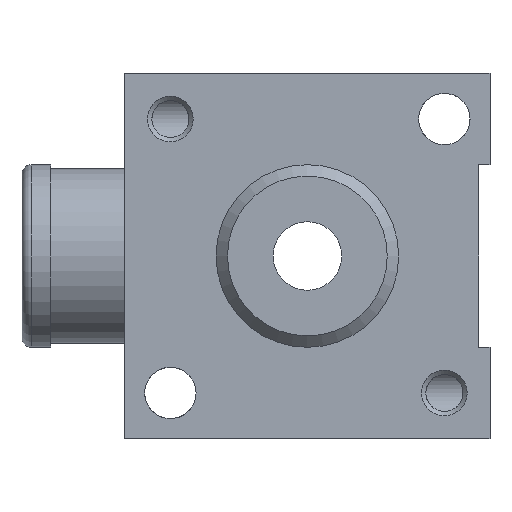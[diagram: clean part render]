
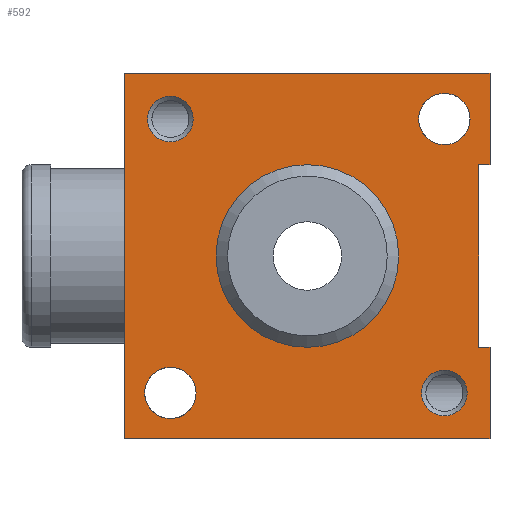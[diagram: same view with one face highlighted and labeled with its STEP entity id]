
A CAD part, left-side view. The second image highlights one B-rep face of the part: STEP entity #592.
In plain terms, the highlighted planar face has unit normal (-1, 0, 0).
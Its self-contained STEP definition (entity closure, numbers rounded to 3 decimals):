
#28=LINE('',#1044,#52);
#32=LINE('',#1053,#56);
#35=LINE('',#1061,#59);
#38=LINE('',#1067,#62);
#41=LINE('',#1073,#65);
#44=LINE('',#1079,#68);
#47=LINE('',#1087,#71);
#50=LINE('',#1093,#74);
#52=VECTOR('',#740,1000.);
#56=VECTOR('',#746,1000.);
#59=VECTOR('',#753,1000.);
#62=VECTOR('',#758,1000.);
#65=VECTOR('',#763,1000.);
#68=VECTOR('',#768,1000.);
#71=VECTOR('',#775,1000.);
#74=VECTOR('',#780,1000.);
#85=PLANE('',#660);
#161=ORIENTED_EDGE('',*,*,#271,.T.);
#162=ORIENTED_EDGE('',*,*,#272,.T.);
#163=ORIENTED_EDGE('',*,*,#273,.T.);
#164=ORIENTED_EDGE('',*,*,#274,.T.);
#165=ORIENTED_EDGE('',*,*,#275,.F.);
#166=ORIENTED_EDGE('',*,*,#242,.F.);
#167=ORIENTED_EDGE('',*,*,#266,.F.);
#168=ORIENTED_EDGE('',*,*,#263,.F.);
#169=ORIENTED_EDGE('',*,*,#259,.F.);
#170=ORIENTED_EDGE('',*,*,#256,.F.);
#171=ORIENTED_EDGE('',*,*,#253,.F.);
#172=ORIENTED_EDGE('',*,*,#250,.F.);
#173=ORIENTED_EDGE('',*,*,#246,.F.);
#242=EDGE_CURVE('',#306,#307,#28,.T.);
#246=EDGE_CURVE('',#307,#310,#32,.T.);
#250=EDGE_CURVE('',#310,#313,#35,.T.);
#253=EDGE_CURVE('',#313,#315,#38,.T.);
#256=EDGE_CURVE('',#315,#317,#41,.T.);
#259=EDGE_CURVE('',#317,#319,#44,.T.);
#263=EDGE_CURVE('',#319,#322,#47,.T.);
#266=EDGE_CURVE('',#322,#306,#50,.T.);
#271=EDGE_CURVE('',#327,#327,#361,.T.);
#272=EDGE_CURVE('',#328,#328,#362,.T.);
#273=EDGE_CURVE('',#329,#329,#363,.T.);
#274=EDGE_CURVE('',#330,#330,#364,.T.);
#275=EDGE_CURVE('',#331,#331,#365,.F.);
#306=VERTEX_POINT('',#1045);
#307=VERTEX_POINT('',#1046);
#310=VERTEX_POINT('',#1054);
#313=VERTEX_POINT('',#1062);
#315=VERTEX_POINT('',#1068);
#317=VERTEX_POINT('',#1074);
#319=VERTEX_POINT('',#1080);
#322=VERTEX_POINT('',#1088);
#327=VERTEX_POINT('',#1104);
#328=VERTEX_POINT('',#1106);
#329=VERTEX_POINT('',#1108);
#330=VERTEX_POINT('',#1110);
#331=VERTEX_POINT('',#1112);
#361=CIRCLE('',#661,2.);
#362=CIRCLE('',#662,2.);
#363=CIRCLE('',#663,2.25);
#364=CIRCLE('',#664,2.25);
#365=CIRCLE('',#665,8.);
#412=EDGE_LOOP('',(#161));
#413=EDGE_LOOP('',(#162));
#414=EDGE_LOOP('',(#163));
#415=EDGE_LOOP('',(#164));
#416=EDGE_LOOP('',(#165));
#417=EDGE_LOOP('',(#166,#167,#168,#169,#170,#171,#172,#173));
#502=FACE_BOUND('',#412,.T.);
#503=FACE_BOUND('',#413,.T.);
#504=FACE_BOUND('',#414,.T.);
#505=FACE_BOUND('',#415,.T.);
#506=FACE_BOUND('',#416,.T.);
#507=FACE_BOUND('',#417,.T.);
#592=ADVANCED_FACE('',(#502,#503,#504,#505,#506,#507),#85,.F.);
#660=AXIS2_PLACEMENT_3D('',#1102,#790,#791);
#661=AXIS2_PLACEMENT_3D('',#1103,#792,#793);
#662=AXIS2_PLACEMENT_3D('',#1105,#794,#795);
#663=AXIS2_PLACEMENT_3D('',#1107,#796,#797);
#664=AXIS2_PLACEMENT_3D('',#1109,#798,#799);
#665=AXIS2_PLACEMENT_3D('',#1111,#800,#801);
#740=DIRECTION('',(0.,0.,1.));
#746=DIRECTION('',(0.,-1.,0.));
#753=DIRECTION('',(0.,0.,-1.));
#758=DIRECTION('',(0.,1.,0.));
#763=DIRECTION('',(0.,0.,-1.));
#768=DIRECTION('',(0.,-1.,0.));
#775=DIRECTION('',(0.,0.,-1.));
#780=DIRECTION('',(0.,1.,0.));
#790=DIRECTION('',(1.,0.,0.));
#791=DIRECTION('',(0.,0.,-1.));
#792=DIRECTION('',(1.,0.,0.));
#793=DIRECTION('',(0.,0.,-1.));
#794=DIRECTION('',(1.,0.,0.));
#795=DIRECTION('',(0.,0.,-1.));
#796=DIRECTION('',(1.,0.,0.));
#797=DIRECTION('',(0.,0.,-1.));
#798=DIRECTION('',(1.,0.,0.));
#799=DIRECTION('',(0.,0.,-1.));
#800=DIRECTION('',(1.,0.,0.));
#801=DIRECTION('',(0.,0.,-1.));
#1044=CARTESIAN_POINT('',(-12.5,32.,-16.));
#1045=CARTESIAN_POINT('',(-12.5,32.,-16.));
#1046=CARTESIAN_POINT('',(-12.5,32.,16.));
#1053=CARTESIAN_POINT('',(-12.5,32.,16.));
#1054=CARTESIAN_POINT('',(-12.5,0.,16.));
#1061=CARTESIAN_POINT('',(-12.5,0.,16.));
#1062=CARTESIAN_POINT('',(-12.5,0.,8.));
#1067=CARTESIAN_POINT('',(-12.5,0.,8.));
#1068=CARTESIAN_POINT('',(-12.5,1.,8.));
#1073=CARTESIAN_POINT('',(-12.5,1.,8.));
#1074=CARTESIAN_POINT('',(-12.5,1.,-8.));
#1079=CARTESIAN_POINT('',(-12.5,1.,-8.));
#1080=CARTESIAN_POINT('',(-12.5,0.,-8.));
#1087=CARTESIAN_POINT('',(-12.5,0.,-8.));
#1088=CARTESIAN_POINT('',(-12.5,0.,-16.));
#1093=CARTESIAN_POINT('',(-12.5,0.,-16.));
#1102=CARTESIAN_POINT('',(-12.5,0.,0.));
#1103=CARTESIAN_POINT('',(-12.5,4.,-12.));
#1104=CARTESIAN_POINT('',(-12.5,4.,-14.));
#1105=CARTESIAN_POINT('',(-12.5,28.,12.));
#1106=CARTESIAN_POINT('',(-12.5,28.,10.));
#1107=CARTESIAN_POINT('',(-12.5,4.,12.));
#1108=CARTESIAN_POINT('',(-12.5,4.,9.75));
#1109=CARTESIAN_POINT('',(-12.5,28.,-12.));
#1110=CARTESIAN_POINT('',(-12.5,28.,-14.25));
#1111=CARTESIAN_POINT('',(-12.5,16.,0.));
#1112=CARTESIAN_POINT('',(-12.5,16.,-8.));
